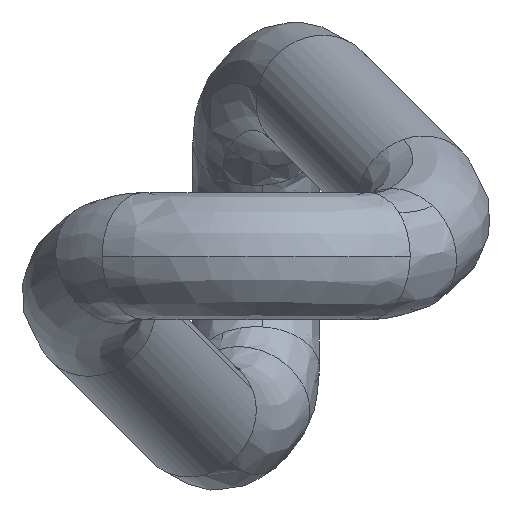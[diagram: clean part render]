
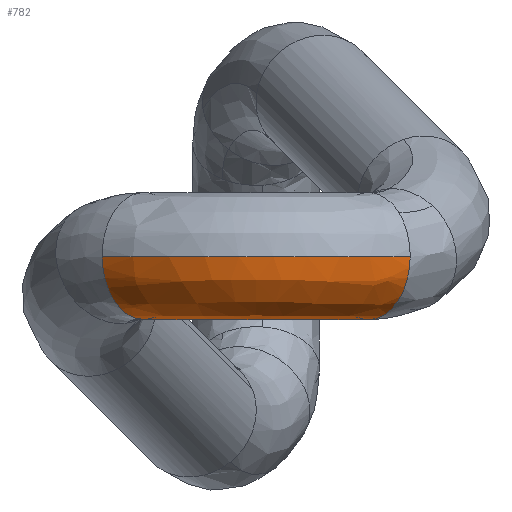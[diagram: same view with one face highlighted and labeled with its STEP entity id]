
A CAD part, left-side view. The second image highlights one B-rep face of the part: STEP entity #782.
In plain terms, the highlighted free-form (B-spline) face has degree [2, 2] with [3, 7] control points.
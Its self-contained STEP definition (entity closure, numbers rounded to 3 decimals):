
#656=CARTESIAN_POINT('',(1.931,1.558,0.166));
#657=CARTESIAN_POINT('',(0.385,0.,0.166));
#658=CARTESIAN_POINT('',(1.931,-1.558,0.166));
#659=CARTESIAN_POINT('',(1.938,1.551,0.092));
#660=CARTESIAN_POINT('',(0.398,0.,0.092));
#661=CARTESIAN_POINT('',(1.938,-1.551,0.092));
#662=CARTESIAN_POINT('',(1.939,1.55,0.016));
#663=CARTESIAN_POINT('',(0.4,0.,0.016));
#664=CARTESIAN_POINT('',(1.939,-1.55,0.016));
#665=CARTESIAN_POINT('',(1.95,1.539,-1.284));
#666=CARTESIAN_POINT('',(0.423,0.,-1.284));
#667=CARTESIAN_POINT('',(1.95,-1.539,-1.284));
#668=CARTESIAN_POINT('',(1.028,2.455,-1.3));
#669=CARTESIAN_POINT('',(-1.409,0.,-1.3));
#670=CARTESIAN_POINT('',(1.028,-2.455,-1.3));
#671=CARTESIAN_POINT('',(0.106,3.37,-1.316));
#672=CARTESIAN_POINT('',(-3.241,0.,-1.316));
#673=CARTESIAN_POINT('',(0.106,-3.37,-1.316));
#674=CARTESIAN_POINT('',(0.094,3.382,-0.016));
#675=CARTESIAN_POINT('',(-3.264,0.,-0.016));
#676=CARTESIAN_POINT('',(0.094,-3.382,-0.016));
#684=(BOUNDED_SURFACE()B_SPLINE_SURFACE(2,2,((#656,#659,#662,#665,#668,#671,#674),(#657,#660,#663,#666,#669,#672,#675),(#658,#661,#664,#667,#670,#673,#676)),.UNSPECIFIED.,.F.,.F.,.U.)B_SPLINE_SURFACE_WITH_KNOTS((3,3),(3,2,2,3),(0.0,7.913),(0.0,0.172,2.326,4.48),.UNSPECIFIED.)GEOMETRIC_REPRESENTATION_ITEM()RATIONAL_B_SPLINE_SURFACE(((0.879,0.897,0.918,0.649,0.918,0.649,0.918),(0.624,0.636,0.652,0.461,0.652,0.461,0.652),(0.879,0.897,0.918,0.649,0.918,0.649,0.918)))REPRESENTATION_ITEM('')SURFACE());
#685=CARTESIAN_POINT('',(1.222,1.986,-1.208));
#686=VERTEX_POINT('',#685);
#687=CARTESIAN_POINT('',(1.834,1.453,0.166));
#688=VERTEX_POINT('',#687);
#689=CARTESIAN_POINT('',(1.222,1.986,-1.208));
#690=CARTESIAN_POINT('',(1.346,1.878,-1.142));
#691=CARTESIAN_POINT('',(1.46,1.778,-1.044));
#692=CARTESIAN_POINT('',(1.736,1.538,-0.679));
#693=CARTESIAN_POINT('',(1.842,1.446,-0.34));
#694=CARTESIAN_POINT('',(1.842,1.446,0.056));
#695=CARTESIAN_POINT('',(1.839,1.448,0.111));
#696=CARTESIAN_POINT('',(1.834,1.453,0.166));
#697=B_SPLINE_CURVE_WITH_KNOTS('',3,(#689,#690,#691,#692,#693,#694,#695,#696),.UNSPECIFIED.,.F.,.U.,(4,2,2,4),(0.56,0.625,0.75,0.77),.UNSPECIFIED.);
#698=EDGE_CURVE('',#686,#688,#697,.T.);
#699=ORIENTED_EDGE('',*,*,#698,.T.);
#700=CARTESIAN_POINT('',(1.834,-1.453,0.166));
#701=VERTEX_POINT('',#700);
#702=CARTESIAN_POINT('',(1.834,1.453,0.166));
#703=CARTESIAN_POINT('',(0.567,0.,0.166));
#704=CARTESIAN_POINT('',(1.834,-1.453,0.166));
#712=(BOUNDED_CURVE()B_SPLINE_CURVE(2,(#702,#703,#704),.UNSPECIFIED.,.F.,.U.)B_SPLINE_CURVE_WITH_KNOTS((3,3),(-1.716,-0.284),.UNSPECIFIED.)CURVE()GEOMETRIC_REPRESENTATION_ITEM()RATIONAL_B_SPLINE_CURVE((0.857,0.646,0.857))REPRESENTATION_ITEM(''));
#713=EDGE_CURVE('',#688,#701,#712,.T.);
#714=ORIENTED_EDGE('',*,*,#713,.T.);
#715=CARTESIAN_POINT('',(0.862,-2.3,-1.3));
#716=VERTEX_POINT('',#715);
#717=CARTESIAN_POINT('',(0.862,-2.3,-1.3));
#718=CARTESIAN_POINT('',(0.99,-2.188,-1.3));
#719=CARTESIAN_POINT('',(1.118,-2.076,-1.266));
#720=CARTESIAN_POINT('',(1.355,-1.87,-1.136));
#721=CARTESIAN_POINT('',(1.464,-1.775,-1.04));
#722=CARTESIAN_POINT('',(1.645,-1.617,-0.799));
#723=CARTESIAN_POINT('',(1.718,-1.554,-0.655));
#724=CARTESIAN_POINT('',(1.816,-1.468,-0.34));
#725=CARTESIAN_POINT('',(1.842,-1.446,-0.17));
#726=CARTESIAN_POINT('',(1.842,-1.446,0.056));
#727=CARTESIAN_POINT('',(1.839,-1.448,0.111));
#728=CARTESIAN_POINT('',(1.834,-1.453,0.166));
#729=B_SPLINE_CURVE_WITH_KNOTS('',3,(#717,#718,#719,#720,#721,#722,#723,#724,#725,#726,#727,#728),.UNSPECIFIED.,.F.,.U.,(4,2,2,2,2,4),(0.5,0.563,0.625,0.688,0.75,0.77),.UNSPECIFIED.);
#730=EDGE_CURVE('',#716,#701,#729,.T.);
#731=ORIENTED_EDGE('',*,*,#730,.F.);
#732=CARTESIAN_POINT('',(-0.118,-3.154,-0.016));
#733=VERTEX_POINT('',#732);
#734=CARTESIAN_POINT('',(-0.118,-3.154,-0.016));
#735=CARTESIAN_POINT('',(-0.116,-3.153,-0.181));
#736=CARTESIAN_POINT('',(-0.091,-3.131,-0.345));
#737=CARTESIAN_POINT('',(0.006,-3.046,-0.655));
#738=CARTESIAN_POINT('',(0.078,-2.983,-0.799));
#739=CARTESIAN_POINT('',(0.26,-2.825,-1.04));
#740=CARTESIAN_POINT('',(0.368,-2.73,-1.136));
#741=CARTESIAN_POINT('',(0.605,-2.524,-1.266));
#742=CARTESIAN_POINT('',(0.734,-2.412,-1.3));
#743=CARTESIAN_POINT('',(0.862,-2.3,-1.3));
#744=B_SPLINE_CURVE_WITH_KNOTS('',3,(#734,#735,#736,#737,#738,#739,#740,#741,#742,#743),.UNSPECIFIED.,.F.,.U.,(4,2,2,2,4),(0.252,0.313,0.375,0.438,0.5),.UNSPECIFIED.);
#745=EDGE_CURVE('',#733,#716,#744,.T.);
#746=ORIENTED_EDGE('',*,*,#745,.F.);
#747=CARTESIAN_POINT('',(-0.118,3.154,-0.016));
#748=VERTEX_POINT('',#747);
#749=CARTESIAN_POINT('',(-0.118,3.154,-0.016));
#750=CARTESIAN_POINT('',(-2.868,0.,-0.016));
#751=CARTESIAN_POINT('',(-0.118,-3.154,-0.016));
#759=(BOUNDED_CURVE()B_SPLINE_CURVE(2,(#749,#750,#751),.UNSPECIFIED.,.F.,.U.)B_SPLINE_CURVE_WITH_KNOTS((3,3),(-1.716,-0.284),.UNSPECIFIED.)CURVE()GEOMETRIC_REPRESENTATION_ITEM()RATIONAL_B_SPLINE_CURVE((0.895,0.675,0.895))REPRESENTATION_ITEM(''));
#760=EDGE_CURVE('',#748,#733,#759,.T.);
#761=ORIENTED_EDGE('',*,*,#760,.F.);
#762=CARTESIAN_POINT('',(0.862,2.3,-1.3));
#763=VERTEX_POINT('',#762);
#764=CARTESIAN_POINT('',(-0.118,3.154,-0.016));
#765=CARTESIAN_POINT('',(-0.115,3.151,-0.351));
#766=CARTESIAN_POINT('',(-0.01,3.06,-0.682));
#767=CARTESIAN_POINT('',(0.35,2.746,-1.16));
#768=CARTESIAN_POINT('',(0.605,2.524,-1.3));
#769=CARTESIAN_POINT('',(0.862,2.3,-1.3));
#770=B_SPLINE_CURVE_WITH_KNOTS('',3,(#764,#765,#766,#767,#768,#769),.UNSPECIFIED.,.F.,.U.,(4,2,4),(0.252,0.375,0.5),.UNSPECIFIED.);
#771=EDGE_CURVE('',#748,#763,#770,.T.);
#772=ORIENTED_EDGE('',*,*,#771,.T.);
#773=CARTESIAN_POINT('',(0.862,2.3,-1.3));
#774=CARTESIAN_POINT('',(0.985,2.193,-1.3));
#775=CARTESIAN_POINT('',(1.108,2.086,-1.268));
#776=CARTESIAN_POINT('',(1.222,1.986,-1.208));
#777=B_SPLINE_CURVE_WITH_KNOTS('',3,(#773,#774,#775,#776),.UNSPECIFIED.,.F.,.U.,(4,4),(0.5,0.56),.UNSPECIFIED.);
#778=EDGE_CURVE('',#763,#686,#777,.T.);
#779=ORIENTED_EDGE('',*,*,#778,.T.);
#780=EDGE_LOOP('',(#699,#714,#731,#746,#761,#772,#779));
#781=FACE_OUTER_BOUND('',#780,.T.);
#782=ADVANCED_FACE('',(#781),#684,.T.);
